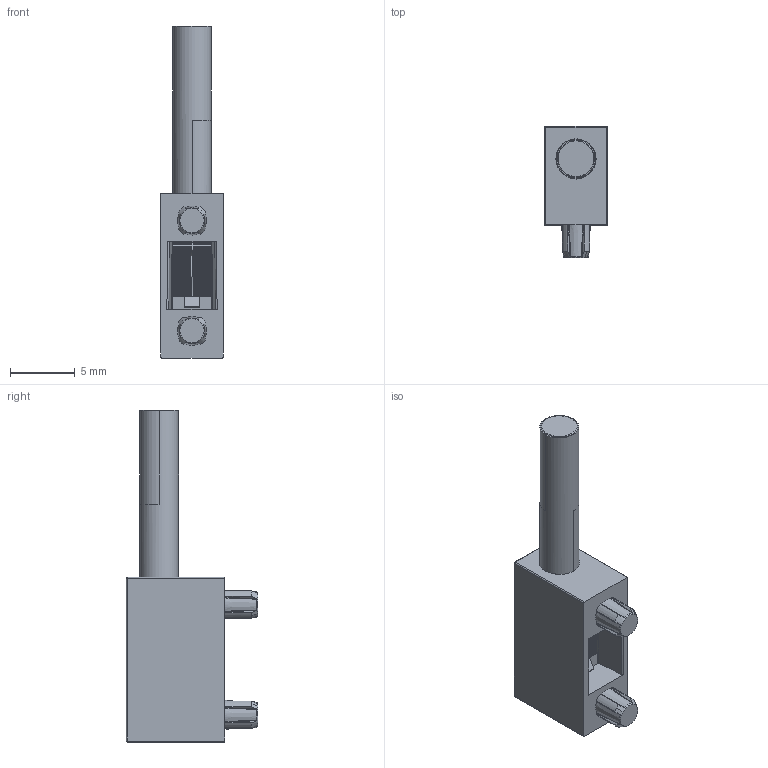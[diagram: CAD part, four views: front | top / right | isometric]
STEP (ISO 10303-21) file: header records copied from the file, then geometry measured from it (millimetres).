
FILE_DESCRIPTION((''),'2;1');
FILE_NAME('51512500590F_SW0001','2022-06-09T09:17:59',('ldichoso'),(''),'CREO PARAMETRIC BY PTC INC, 2021304','CREO PARAMETRIC BY PTC INC, 2021304','');
FILE_SCHEMA(('CONFIG_CONTROL_DESIGN'));
Length unit declared in the file: inch
Products named in the file (1): 51512500590F_SW0001
Bounding box: 4.83 x 10.16 x 25.62 mm (x, y, z)
Volume: 445.6 mm3; surface area: 852.3 mm2
Topology: 1 solids, 1 shells, 273 faces, 795 edges, 524 vertices
Faces by surface type: plane 145, cylinder 94, bspline 16, cone 12, sphere 4, torus 2
Entity records: 9697 total; most frequent: CARTESIAN_POINT 2558, ORIENTED_EDGE 1590, DIRECTION 1392, EDGE_CURVE 795, VERTEX_POINT 524, AXIS2_PLACEMENT_3D 485, VECTOR 422, LINE 422
